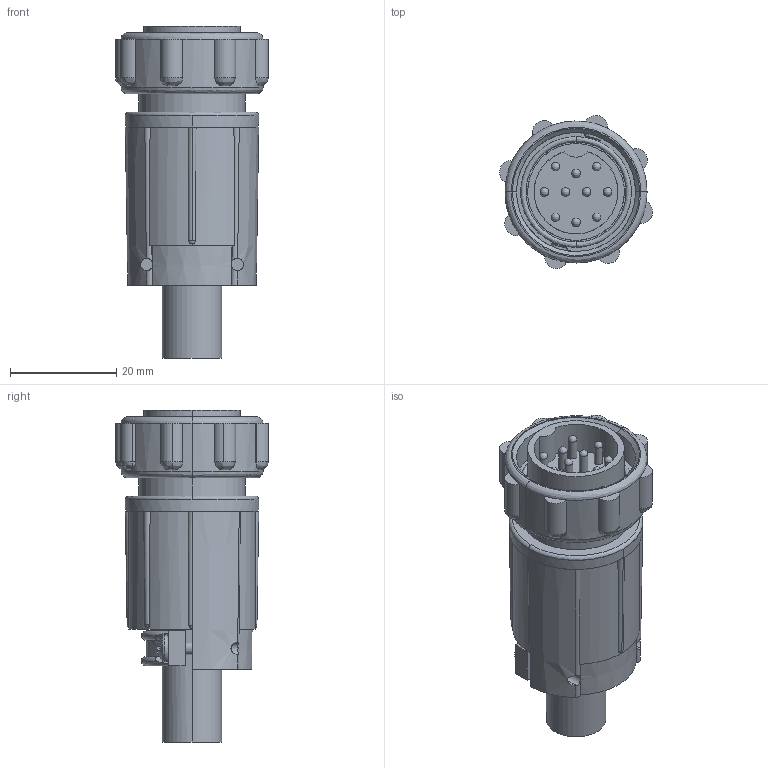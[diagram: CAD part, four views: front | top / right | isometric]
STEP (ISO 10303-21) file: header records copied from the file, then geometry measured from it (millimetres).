
FILE_DESCRIPTION (( 'STEP AP203' ), '1' );
FILE_NAME ('13380-10PG-331.STEP', '2013-03-05T15:59:26', ( 'J0FPBF1' ), ( '' ), 'SwSTEP 2.0', 'SolidWorks 2012', '' );
FILE_SCHEMA (( 'CONFIG_CONTROL_DESIGN' ));
Length unit declared in the file: inch
Products named in the file (1): 13380-10PG-331
Bounding box: 28.74 x 28.74 x 62.36 mm (x, y, z)
Volume: 20289.3 mm3; surface area: 8171.8 mm2
Topology: 1 solids, 1 shells, 231 faces, 607 edges, 379 vertices
Faces by surface type: plane 94, cylinder 78, bspline 52, cone 7
Entity records: 8607 total; most frequent: CARTESIAN_POINT 3372, ORIENTED_EDGE 1172, DIRECTION 973, EDGE_CURVE 586, AXIS2_PLACEMENT_3D 392, VERTEX_POINT 379, EDGE_LOOP 257, ADVANCED_FACE 231
